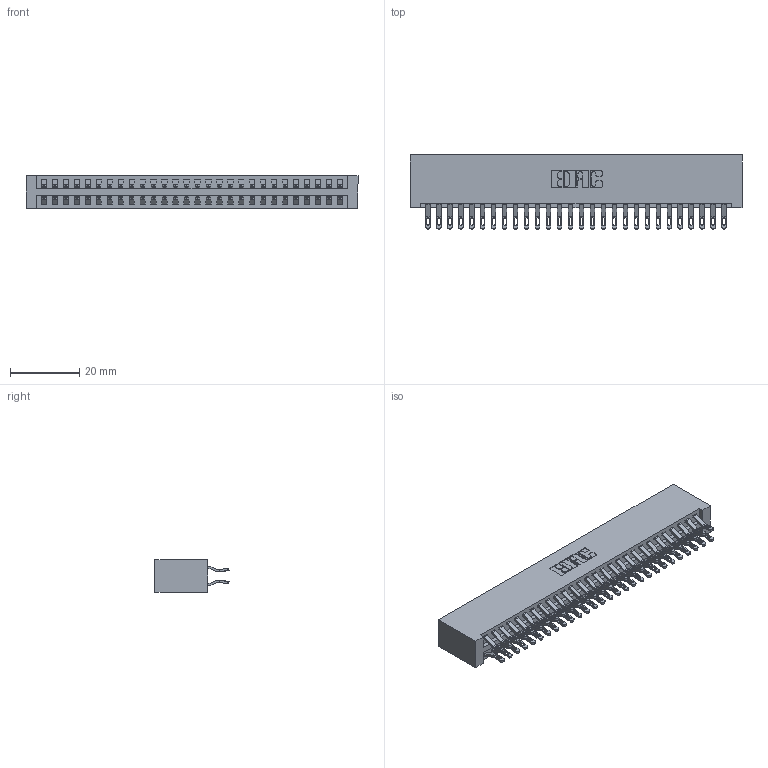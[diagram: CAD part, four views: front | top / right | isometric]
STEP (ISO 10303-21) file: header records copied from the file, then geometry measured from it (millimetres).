
FILE_DESCRIPTION (( 'STEP AP203' ), '1' );
FILE_NAME ('346-056-555-201.STEP', '2018-08-28T02:55:54', ( '' ), ( '' ), 'SwSTEP 2.0', 'SolidWorks 2016', '' );
FILE_SCHEMA (( 'CONFIG_CONTROL_DESIGN' ));
Length unit declared in the file: inch
Products named in the file (3): 346 Part_No Mounting Lugs; 345-292-001_555 Tail; 346-056-555-201
Assembly tree (57 placements, depth 2):
  346-056-555-201
    346 Part_No Mounting Lugs
    345-292-001_555 Tail  x56
Bounding box: 96.14 x 21.46 x 9.4 mm (x, y, z)
Volume: 10001.7 mm3; surface area: 14270.2 mm2
Topology: 57 solids, 57 shells, 3362 faces, 10553 edges, 7034 vertices
Faces by surface type: plane 1920, cylinder 1442
Entity records: 20207 total; most frequent: CARTESIAN_POINT 3382, ORIENTED_EDGE 3286, DIRECTION 2995, EDGE_CURVE 1643, LINE 1387, VECTOR 1387, VERTEX_POINT 1094, AXIS2_PLACEMENT_3D 804
